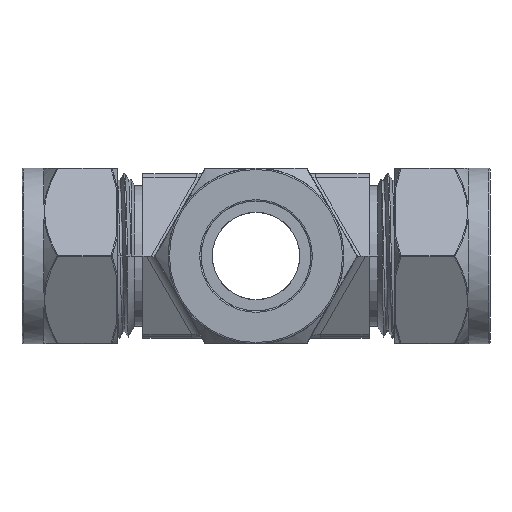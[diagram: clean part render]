
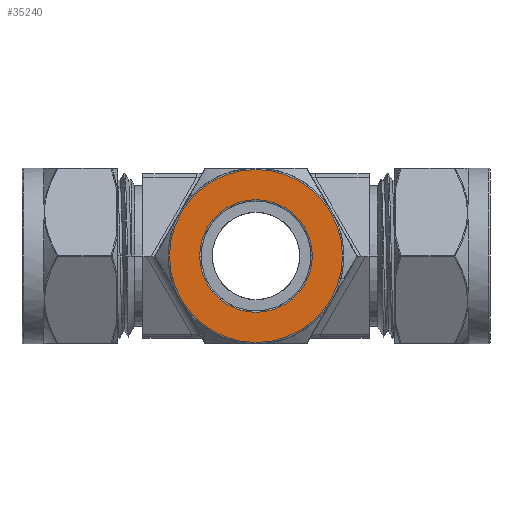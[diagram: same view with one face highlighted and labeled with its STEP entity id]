
A CAD part, front view. The second image highlights one B-rep face of the part: STEP entity #35240.
In plain terms, the highlighted face is planar.
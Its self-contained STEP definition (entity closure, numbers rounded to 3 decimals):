
#32683=CARTESIAN_POINT('',(0.,0.,0.));
#32684=DIRECTION('',(-1.,0.,0.));
#32685=DIRECTION('',(0.,1.,0.));
#32686=AXIS2_PLACEMENT_3D('',#32683,#32684,#32685);
#32688=CARTESIAN_POINT('',(0.,0.,0.));
#32689=DIRECTION('',(-1.,0.,0.));
#32690=DIRECTION('',(0.,-1.,0.));
#32691=AXIS2_PLACEMENT_3D('',#32688,#32689,#32690);
#32693=CARTESIAN_POINT('',(0.,0.,0.));
#32694=DIRECTION('',(1.,0.,0.));
#32695=DIRECTION('',(0.,0.,-1.));
#32696=AXIS2_PLACEMENT_3D('',#32693,#32694,#32695);
#32698=CARTESIAN_POINT('',(0.,0.,0.));
#32699=DIRECTION('',(1.,0.,0.));
#32700=DIRECTION('',(0.,0.,1.));
#32701=AXIS2_PLACEMENT_3D('',#32698,#32699,#32700);
#35043=CARTESIAN_POINT('',(0.,10.25,0.));
#35044=CARTESIAN_POINT('',(0.,-10.25,0.));
#35045=VERTEX_POINT('',#35043);
#35046=VERTEX_POINT('',#35044);
#35212=CARTESIAN_POINT('',(0.,0.,-15.75));
#35213=CARTESIAN_POINT('',(0.,0.,15.75));
#35214=VERTEX_POINT('',#35212);
#35215=VERTEX_POINT('',#35213);
#35223=CARTESIAN_POINT('',(0.,0.,0.));
#35224=DIRECTION('',(1.,0.,0.));
#35225=DIRECTION('',(0.,-1.,0.));
#35226=AXIS2_PLACEMENT_3D('',#35223,#35224,#35225);
#35227=PLANE('',#35226);
#35229=ORIENTED_EDGE('',*,*,#35228,.F.);
#35231=ORIENTED_EDGE('',*,*,#35230,.F.);
#35232=EDGE_LOOP('',(#35229,#35231));
#35233=FACE_OUTER_BOUND('',#35232,.F.);
#35235=ORIENTED_EDGE('',*,*,#35234,.F.);
#35237=ORIENTED_EDGE('',*,*,#35236,.F.);
#35238=EDGE_LOOP('',(#35235,#35237));
#35239=FACE_BOUND('',#35238,.F.);
#32687=CIRCLE('',#32686,10.25);
#32692=CIRCLE('',#32691,10.25);
#32697=CIRCLE('',#32696,15.75);
#32702=CIRCLE('',#32701,15.75);
#35228=EDGE_CURVE('',#35214,#35215,#32697,.T.);
#35230=EDGE_CURVE('',#35215,#35214,#32702,.T.);
#35234=EDGE_CURVE('',#35045,#35046,#32687,.T.);
#35236=EDGE_CURVE('',#35046,#35045,#32692,.T.);
#35240=ADVANCED_FACE('',(#35233,#35239),#35227,.T.);
